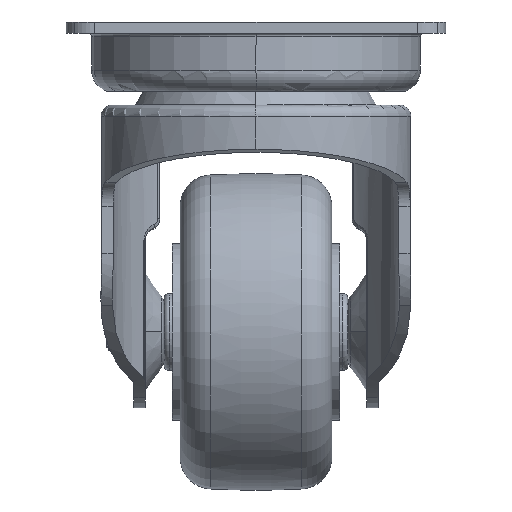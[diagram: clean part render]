
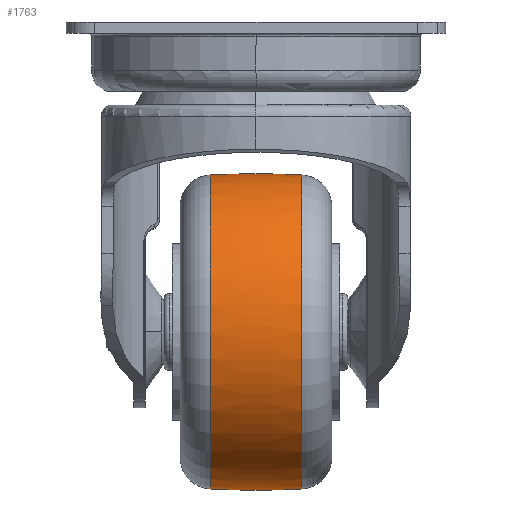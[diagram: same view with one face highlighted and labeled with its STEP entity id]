
A CAD part, left-side view. The second image highlights one B-rep face of the part: STEP entity #1763.
In plain terms, the highlighted toroidal (fillet/blend) face has major radius 119.25 mm and minor radius 144.25 mm.
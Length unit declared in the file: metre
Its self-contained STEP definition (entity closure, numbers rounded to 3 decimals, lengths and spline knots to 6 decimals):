
#1763=ADVANCED_FACE('',(#2582),#2583,.T.);
#2582=FACE_OUTER_BOUND('',#8797,.T.);
#2583=TOROIDAL_SURFACE('',#8798,-0.11925,0.14425);
#8797=EDGE_LOOP('',(#18225,#18226,#18227,#18228));
#8798=AXIS2_PLACEMENT_3D('',#18229,#18230,#18231);
#18225=ORIENTED_EDGE('',*,*,#20815,.T.);
#18226=ORIENTED_EDGE('',*,*,#20823,.F.);
#18227=ORIENTED_EDGE('',*,*,#20817,.T.);
#18228=ORIENTED_EDGE('',*,*,#20821,.T.);
#18229=CARTESIAN_POINT('',(0.,0.,0.));
#18230=DIRECTION('',(0.,-1.0,0.));
#18231=DIRECTION('',(0.0,0.,-1.0));
#20815=EDGE_CURVE('',#22317,#22309,#22318,.T.);
#20817=EDGE_CURVE('',#22312,#22319,#22321,.T.);
#20821=EDGE_CURVE('',#22319,#22317,#22327,.T.);
#20823=EDGE_CURVE('',#22312,#22309,#22329,.T.);
#22309=VERTEX_POINT('',#25521);
#22312=VERTEX_POINT('',#25524);
#22317=VERTEX_POINT('',#25529);
#22318=CIRCLE('',#25530,0.14425);
#22319=VERTEX_POINT('',#25531);
#22321=CIRCLE('',#25533,0.14425);
#22327=CIRCLE('',#25539,0.024818);
#22329=CIRCLE('',#25541,0.024818);
#25521=CARTESIAN_POINT('',(0.,-0.007251,-0.024818));
#25524=CARTESIAN_POINT('',(0.,-0.007251,0.024818));
#25529=CARTESIAN_POINT('',(0.,0.007251,-0.024818));
#25530=AXIS2_PLACEMENT_3D('',#36772,#36773,#36774);
#25531=CARTESIAN_POINT('',(0.,0.007251,0.024818));
#25533=AXIS2_PLACEMENT_3D('',#36778,#36779,#36780);
#25539=AXIS2_PLACEMENT_3D('',#36790,#36791,#36792);
#25541=AXIS2_PLACEMENT_3D('',#36796,#36797,#36798);
#36772=CARTESIAN_POINT('',(0.,0.,0.11925));
#36773=DIRECTION('',(-1.0,0.,0.));
#36774=DIRECTION('',(0.,0.,-1.0));
#36778=CARTESIAN_POINT('',(0.,0.,-0.11925));
#36779=DIRECTION('',(-1.0,0.,0.));
#36780=DIRECTION('',(0.,0.,1.0));
#36790=CARTESIAN_POINT('',(0.,0.007251,0.));
#36791=DIRECTION('',(0.,-1.0,0.));
#36792=DIRECTION('',(0.,0.,1.0));
#36796=CARTESIAN_POINT('',(0.,-0.007251,0.));
#36797=DIRECTION('',(0.,-1.0,0.));
#36798=DIRECTION('',(0.,0.,1.0));
